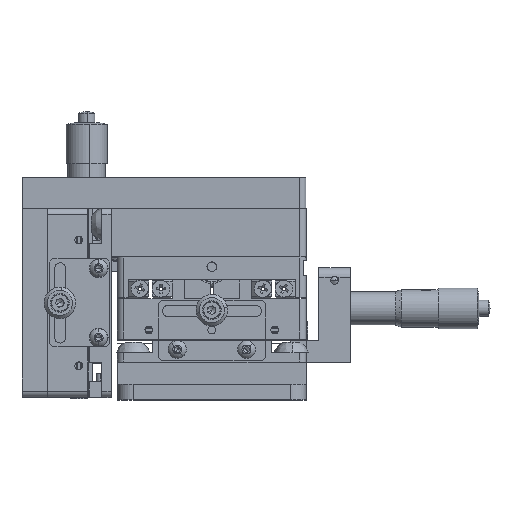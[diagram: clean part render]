
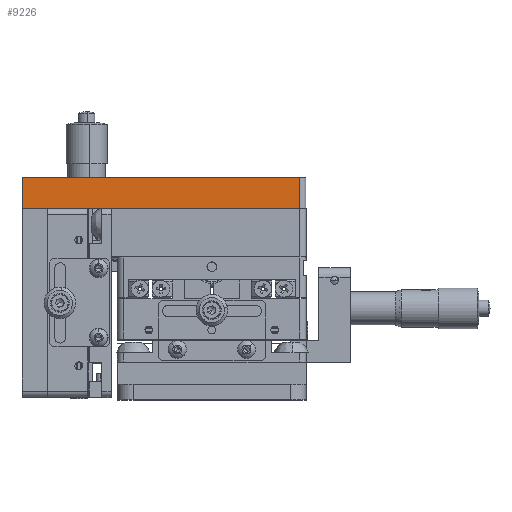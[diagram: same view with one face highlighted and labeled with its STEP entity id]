
A CAD part, top view. The second image highlights one B-rep face of the part: STEP entity #9226.
In plain terms, the highlighted planar face has unit normal (0, 0, 1).
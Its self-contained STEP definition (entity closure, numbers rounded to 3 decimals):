
#2411 = ORIENTED_EDGE ( 'NONE', *, *, #68513, .F. ) ;
#4201 = CARTESIAN_POINT ( 'NONE',  ( 27.9, 70.8, 30. ) ) ;
#8086 = ORIENTED_EDGE ( 'NONE', *, *, #48678, .T. ) ;
#8890 = CARTESIAN_POINT ( 'NONE',  ( 27.9, 60.8, 30. ) ) ;
#9226 = ADVANCED_FACE ( 'NONE', ( #74024 ), #15789, .F. ) ;
#9494 = CARTESIAN_POINT ( 'NONE',  ( 27.9, 70.8, 30. ) ) ;
#11197 = DIRECTION ( 'NONE',  ( -1., 0., 0. ) ) ;
#11513 = VERTEX_POINT ( 'NONE', #61699 ) ;
#12474 = ORIENTED_EDGE ( 'NONE', *, *, #53909, .F. ) ;
#14253 = CARTESIAN_POINT ( 'NONE',  ( 27.9, 70.8, 30. ) ) ;
#15789 = PLANE ( 'NONE',  #26483 ) ;
#19788 = EDGE_CURVE ( 'NONE', #33622, #53083, #37855, .T. ) ;
#19989 = VECTOR ( 'NONE', #31656, 1000. ) ;
#20603 = VECTOR ( 'NONE', #74392, 1000. ) ;
#23960 = ORIENTED_EDGE ( 'NONE', *, *, #19788, .T. ) ;
#25672 = LINE ( 'NONE', #14253, #55236 ) ;
#26100 = CARTESIAN_POINT ( 'NONE',  ( -60.3, 60.8, 30. ) ) ;
#26483 = AXIS2_PLACEMENT_3D ( 'NONE', #46241, #40134, #11197 ) ;
#31656 = DIRECTION ( 'NONE',  ( 0., -1., 0. ) ) ;
#32902 = CARTESIAN_POINT ( 'NONE',  ( -60.3, 70.8, 30. ) ) ;
#33622 = VERTEX_POINT ( 'NONE', #26100 ) ;
#36812 = EDGE_LOOP ( 'NONE', ( #23960, #2411, #12474, #8086 ) ) ;
#37751 = LINE ( 'NONE', #4201, #19989 ) ;
#37855 = LINE ( 'NONE', #8890, #56527 ) ;
#40134 = DIRECTION ( 'NONE',  ( 0., 0., -1. ) ) ;
#43594 = DIRECTION ( 'NONE',  ( 1., 0., 0. ) ) ;
#46241 = CARTESIAN_POINT ( 'NONE',  ( 27.9, 70.8, 30. ) ) ;
#48678 = EDGE_CURVE ( 'NONE', #11513, #33622, #56501, .T. ) ;
#50567 = VERTEX_POINT ( 'NONE', #9494 ) ;
#53083 = VERTEX_POINT ( 'NONE', #71575 ) ;
#53909 = EDGE_CURVE ( 'NONE', #11513, #50567, #25672, .T. ) ;
#55236 = VECTOR ( 'NONE', #43594, 1000. ) ;
#55356 = DIRECTION ( 'NONE',  ( 1., 0., 0. ) ) ;
#56501 = LINE ( 'NONE', #32902, #20603 ) ;
#56527 = VECTOR ( 'NONE', #55356, 1000. ) ;
#61699 = CARTESIAN_POINT ( 'NONE',  ( -60.3, 70.8, 30. ) ) ;
#68513 = EDGE_CURVE ( 'NONE', #50567, #53083, #37751, .T. ) ;
#71575 = CARTESIAN_POINT ( 'NONE',  ( 27.9, 60.8, 30. ) ) ;
#74024 = FACE_OUTER_BOUND ( 'NONE', #36812, .T. ) ;
#74392 = DIRECTION ( 'NONE',  ( 0., -1., 0. ) ) ;
